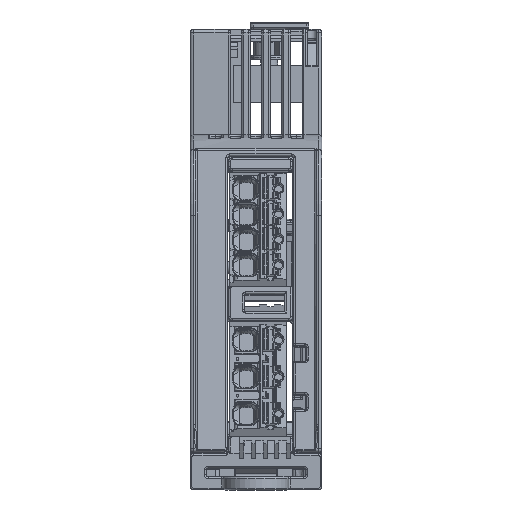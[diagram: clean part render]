
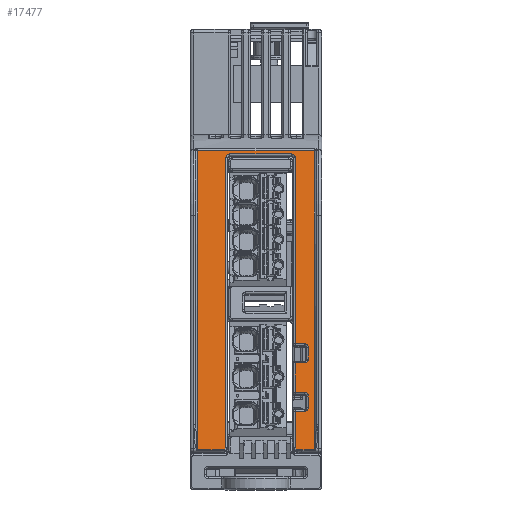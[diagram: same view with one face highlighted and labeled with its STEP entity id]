
A CAD part, front view. The second image highlights one B-rep face of the part: STEP entity #17477.
In plain terms, the highlighted planar face has unit normal (0, -0.99, 0.139).
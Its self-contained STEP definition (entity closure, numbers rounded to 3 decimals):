
#17477=ADVANCED_FACE('',(#33836),#33837,.T.);
#33836=FACE_OUTER_BOUND('',#95087,.T.);
#33837=PLANE('',#95088);
#95087=EDGE_LOOP('',(#139405,#139406,#139407,#139408,#139409,#139410,#139411,#139412,#139413,#139414,#139415,#139416,#139417,#139418,#139419,#139420,#139421,#139422,#139423,#139424,#139425,#139426,#139427,#139428));
#95088=AXIS2_PLACEMENT_3D('',#139429,#139430,#139431);
#139405=ORIENTED_EDGE('',*,*,#161211,.T.);
#139406=ORIENTED_EDGE('',*,*,#161238,.T.);
#139407=ORIENTED_EDGE('',*,*,#161246,.F.);
#139408=ORIENTED_EDGE('',*,*,#161250,.T.);
#139409=ORIENTED_EDGE('',*,*,#161253,.F.);
#139410=ORIENTED_EDGE('',*,*,#161207,.T.);
#139411=ORIENTED_EDGE('',*,*,#161205,.T.);
#139412=ORIENTED_EDGE('',*,*,#161271,.T.);
#139413=ORIENTED_EDGE('',*,*,#161278,.F.);
#139414=ORIENTED_EDGE('',*,*,#161282,.T.);
#139415=ORIENTED_EDGE('',*,*,#161285,.F.);
#139416=ORIENTED_EDGE('',*,*,#161202,.T.);
#139417=ORIENTED_EDGE('',*,*,#161200,.T.);
#139418=ORIENTED_EDGE('',*,*,#161198,.T.);
#139419=ORIENTED_EDGE('',*,*,#161309,.T.);
#139420=ORIENTED_EDGE('',*,*,#161495,.T.);
#139421=ORIENTED_EDGE('',*,*,#161507,.T.);
#139422=ORIENTED_EDGE('',*,*,#161470,.T.);
#139423=ORIENTED_EDGE('',*,*,#161319,.T.);
#139424=ORIENTED_EDGE('',*,*,#161323,.T.);
#139425=ORIENTED_EDGE('',*,*,#161195,.T.);
#139426=ORIENTED_EDGE('',*,*,#161191,.F.);
#139427=ORIENTED_EDGE('',*,*,#161187,.T.);
#139428=ORIENTED_EDGE('',*,*,#161183,.F.);
#139429=CARTESIAN_POINT('',(0.0,13.798,46.575));
#139430=DIRECTION('',(0.0,-0.99,0.139));
#139431=DIRECTION('',(-1.0,0.0,0.0));
#161183=EDGE_CURVE('',#188104,#188106,#188107,.T.);
#161187=EDGE_CURVE('',#188112,#188106,#188113,.T.);
#161191=EDGE_CURVE('',#188112,#188118,#188119,.T.);
#161195=EDGE_CURVE('',#185692,#188118,#188124,.T.);
#161198=EDGE_CURVE('',#185699,#188006,#188127,.T.);
#161200=EDGE_CURVE('',#187970,#185699,#188129,.T.);
#161202=EDGE_CURVE('',#188131,#187970,#188132,.T.);
#161205=EDGE_CURVE('',#187931,#187961,#188135,.T.);
#161207=EDGE_CURVE('',#188137,#187931,#188138,.T.);
#161211=EDGE_CURVE('',#188104,#187914,#188142,.T.);
#161238=EDGE_CURVE('',#187914,#188180,#188182,.T.);
#161246=EDGE_CURVE('',#188192,#188180,#188194,.T.);
#161250=EDGE_CURVE('',#188192,#188198,#188200,.T.);
#161253=EDGE_CURVE('',#188137,#188198,#188203,.T.);
#161271=EDGE_CURVE('',#187961,#188224,#188226,.T.);
#161278=EDGE_CURVE('',#188234,#188224,#188236,.T.);
#161282=EDGE_CURVE('',#188234,#188240,#188242,.T.);
#161285=EDGE_CURVE('',#188131,#188240,#188245,.T.);
#161309=EDGE_CURVE('',#188006,#188263,#188275,.T.);
#161319=EDGE_CURVE('',#188283,#188289,#188291,.T.);
#161323=EDGE_CURVE('',#188289,#185692,#188296,.T.);
#161470=EDGE_CURVE('',#188512,#188283,#188513,.T.);
#161495=EDGE_CURVE('',#188263,#188549,#188550,.T.);
#161507=EDGE_CURVE('',#188549,#188512,#188566,.T.);
#185692=VERTEX_POINT('',#245254);
#185699=VERTEX_POINT('',#245261);
#187914=VERTEX_POINT('',#249654);
#187931=VERTEX_POINT('',#249671);
#187961=VERTEX_POINT('',#249708);
#187970=VERTEX_POINT('',#249717);
#188006=VERTEX_POINT('',#249763);
#188104=VERTEX_POINT('',#249934);
#188106=VERTEX_POINT('',#249936);
#188107=B_SPLINE_CURVE_WITH_KNOTS('',3,(#249937,#249938,#249939,#249940,#249941,#249942),.UNSPECIFIED.,.F.,.F.,(4,2,4),(4.712,5.498,6.283),.UNSPECIFIED.);
#188112=VERTEX_POINT('',#249952);
#188113=LINE('',#249953,#249954);
#188118=VERTEX_POINT('',#249960);
#188119=B_SPLINE_CURVE_WITH_KNOTS('',3,(#249961,#249962,#249963,#249964,#249965,#249966),.UNSPECIFIED.,.F.,.F.,(4,2,4),(3.142,3.927,4.712),.UNSPECIFIED.);
#188124=LINE('',#249976,#249977);
#188127=LINE('',#249981,#249982);
#188129=LINE('',#249984,#249985);
#188131=VERTEX_POINT('',#249987);
#188132=LINE('',#249988,#249989);
#188135=LINE('',#249992,#249993);
#188137=VERTEX_POINT('',#249995);
#188138=LINE('',#249996,#249997);
#188142=LINE('',#250002,#250003);
#188180=VERTEX_POINT('',#250103);
#188182=LINE('',#250105,#250106);
#188192=VERTEX_POINT('',#250119);
#188194=CIRCLE('',#250121,0.5);
#188198=VERTEX_POINT('',#250125);
#188200=LINE('',#250127,#250128);
#188203=CIRCLE('',#250132,0.5);
#188224=VERTEX_POINT('',#250160);
#188226=LINE('',#250162,#250163);
#188234=VERTEX_POINT('',#250173);
#188236=CIRCLE('',#250175,0.5);
#188240=VERTEX_POINT('',#250179);
#188242=LINE('',#250181,#250182);
#188245=CIRCLE('',#250186,0.5);
#188263=VERTEX_POINT('',#250209);
#188275=LINE('',#250276,#250277);
#188283=VERTEX_POINT('',#250301);
#188289=VERTEX_POINT('',#250332);
#188291=LINE('',#250334,#250335);
#188296=LINE('',#250382,#250383);
#188512=VERTEX_POINT('',#251255);
#188513=LINE('',#251256,#251257);
#188549=VERTEX_POINT('',#251730);
#188550=LINE('',#251731,#251732);
#188566=LINE('',#251937,#251938);
#245254=CARTESIAN_POINT('',(4.9,8.059,5.738));
#245261=CARTESIAN_POINT('',(14.35,8.059,5.738));
#249654=CARTESIAN_POINT('',(14.35,10.056,19.947));
#249671=CARTESIAN_POINT('',(14.35,9.694,17.372));
#249708=CARTESIAN_POINT('',(14.35,9.126,13.332));
#249717=CARTESIAN_POINT('',(14.35,8.764,10.758));
#249763=CARTESIAN_POINT('',(14.565,8.029,5.523));
#249934=CARTESIAN_POINT('',(14.35,13.631,45.385));
#249936=CARTESIAN_POINT('',(13.85,13.701,45.885));
#249937=CARTESIAN_POINT('',(14.35,13.631,45.385));
#249938=CARTESIAN_POINT('',(14.35,13.649,45.516));
#249939=CARTESIAN_POINT('',(14.296,13.667,45.646));
#249940=CARTESIAN_POINT('',(14.111,13.693,45.831));
#249941=CARTESIAN_POINT('',(13.981,13.701,45.885));
#249942=CARTESIAN_POINT('',(13.85,13.701,45.885));
#249952=CARTESIAN_POINT('',(5.4,13.701,45.885));
#249953=CARTESIAN_POINT('',(14.1,13.701,45.885));
#249954=VECTOR('',#276273,1000.0);
#249960=CARTESIAN_POINT('',(4.9,13.631,45.385));
#249961=CARTESIAN_POINT('',(5.4,13.701,45.885));
#249962=CARTESIAN_POINT('',(5.269,13.701,45.885));
#249963=CARTESIAN_POINT('',(5.139,13.693,45.831));
#249964=CARTESIAN_POINT('',(4.954,13.667,45.646));
#249965=CARTESIAN_POINT('',(4.9,13.649,45.516));
#249966=CARTESIAN_POINT('',(4.9,13.631,45.385));
#249976=CARTESIAN_POINT('',(4.9,13.661,45.6));
#249977=VECTOR('',#276281,1000.0);
#249981=CARTESIAN_POINT('',(-13.373,11.955,33.461));
#249982=VECTOR('',#276283,1000.0);
#249984=CARTESIAN_POINT('',(14.35,8.054,5.704));
#249985=VECTOR('',#276284,1000.0);
#249987=CARTESIAN_POINT('',(15.65,8.764,10.758));
#249988=CARTESIAN_POINT('',(14.1,8.764,10.758));
#249989=VECTOR('',#276285,1000.0);
#249992=CARTESIAN_POINT('',(14.35,9.091,13.085));
#249993=VECTOR('',#276289,1000.0);
#249995=CARTESIAN_POINT('',(15.65,9.694,17.372));
#249996=CARTESIAN_POINT('',(14.1,9.694,17.372));
#249997=VECTOR('',#276290,1000.0);
#250002=CARTESIAN_POINT('',(14.35,10.021,19.7));
#250003=VECTOR('',#276295,1000.0);
#250103=CARTESIAN_POINT('',(15.65,10.056,19.947));
#250105=CARTESIAN_POINT('',(15.9,10.056,19.947));
#250106=VECTOR('',#276325,1000.0);
#250119=CARTESIAN_POINT('',(16.15,9.986,19.452));
#250121=AXIS2_PLACEMENT_3D('',#276335,#276336,#276337);
#250125=CARTESIAN_POINT('',(16.15,9.763,17.868));
#250127=CARTESIAN_POINT('',(16.15,9.729,17.62));
#250128=VECTOR('',#276344,1000.0);
#250132=AXIS2_PLACEMENT_3D('',#276346,#276347,#276348);
#250160=CARTESIAN_POINT('',(15.65,9.126,13.332));
#250162=CARTESIAN_POINT('',(15.9,9.126,13.332));
#250163=VECTOR('',#276365,1000.0);
#250173=CARTESIAN_POINT('',(16.15,9.056,12.837));
#250175=AXIS2_PLACEMENT_3D('',#276374,#276375,#276376);
#250179=CARTESIAN_POINT('',(16.15,8.834,11.253));
#250181=CARTESIAN_POINT('',(16.15,8.799,11.005));
#250182=VECTOR('',#276383,1000.0);
#250186=AXIS2_PLACEMENT_3D('',#276385,#276386,#276387);
#250209=CARTESIAN_POINT('',(16.975,8.029,5.523));
#250276=CARTESIAN_POINT('',(0.0,8.029,5.523));
#250277=VECTOR('',#276409,1000.0);
#250301=CARTESIAN_POINT('',(1.025,8.029,5.523));
#250332=CARTESIAN_POINT('',(4.685,8.029,5.523));
#250334=CARTESIAN_POINT('',(0.0,8.029,5.523));
#250335=VECTOR('',#276421,1000.0);
#250382=CARTESIAN_POINT('',(23.092,10.616,23.93));
#250383=VECTOR('',#276423,1000.0);
#251255=CARTESIAN_POINT('',(1.025,13.76,46.306));
#251256=CARTESIAN_POINT('',(1.025,8.02,5.461));
#251257=VECTOR('',#276604,1000.0);
#251730=CARTESIAN_POINT('',(16.975,13.76,46.306));
#251731=CARTESIAN_POINT('',(16.975,13.76,46.306));
#251732=VECTOR('',#276621,1000.0);
#251937=CARTESIAN_POINT('',(0.0,13.76,46.306));
#251938=VECTOR('',#276634,1000.0);
#276273=DIRECTION('',(1.0,0.0,0.0));
#276281=DIRECTION('',(0.0,0.139,0.99));
#276283=DIRECTION('',(0.704,-0.099,-0.704));
#276284=DIRECTION('',(0.0,-0.139,-0.99));
#276285=DIRECTION('',(-1.0,0.,0.));
#276289=DIRECTION('',(0.0,-0.139,-0.99));
#276290=DIRECTION('',(-1.0,0.0,0.0));
#276295=DIRECTION('',(0.0,-0.139,-0.99));
#276325=DIRECTION('',(1.0,0.0,0.0));
#276335=CARTESIAN_POINT('',(15.65,9.986,19.452));
#276336=DIRECTION('',(0.0,-0.99,0.139));
#276337=DIRECTION('',(0.0,-0.139,-0.99));
#276344=DIRECTION('',(0.0,-0.139,-0.99));
#276346=CARTESIAN_POINT('',(15.65,9.763,17.868));
#276347=DIRECTION('',(0.0,-0.99,0.139));
#276348=DIRECTION('',(0.0,-0.139,-0.99));
#276365=DIRECTION('',(1.0,0.0,0.0));
#276374=CARTESIAN_POINT('',(15.65,9.056,12.837));
#276375=DIRECTION('',(0.0,-0.99,0.139));
#276376=DIRECTION('',(0.0,-0.139,-0.99));
#276383=DIRECTION('',(0.0,-0.139,-0.99));
#276385=CARTESIAN_POINT('',(15.65,8.834,11.253));
#276386=DIRECTION('',(0.0,-0.99,0.139));
#276387=DIRECTION('',(0.0,-0.139,-0.99));
#276409=DIRECTION('',(1.0,0.0,0.0));
#276421=DIRECTION('',(1.0,0.0,0.0));
#276423=DIRECTION('',(0.704,0.099,0.704));
#276604=DIRECTION('',(0.0,-0.139,-0.99));
#276621=DIRECTION('',(0.0,0.139,0.99));
#276634=DIRECTION('',(-1.0,0.0,0.0));
